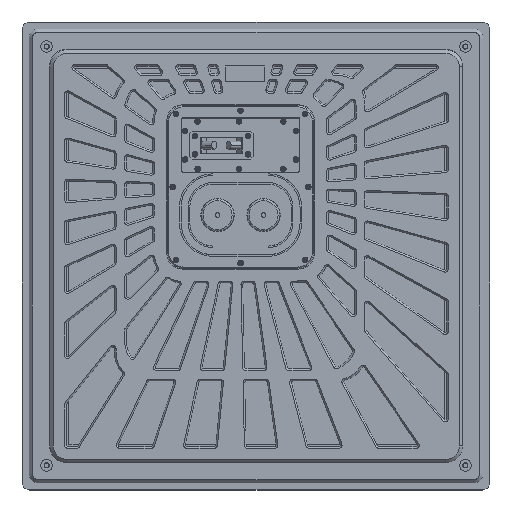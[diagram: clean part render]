
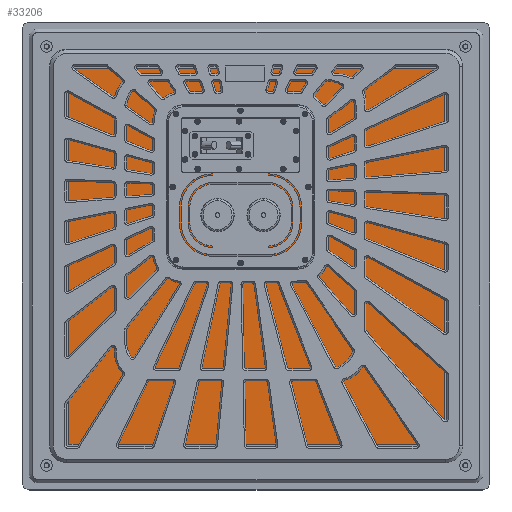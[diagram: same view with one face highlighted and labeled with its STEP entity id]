
A CAD part, top view. The second image highlights one B-rep face of the part: STEP entity #33206.
In plain terms, the highlighted planar face has unit normal (0, 0, 1).
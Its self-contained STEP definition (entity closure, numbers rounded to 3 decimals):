
#153 = CARTESIAN_POINT ( 'NONE',  ( 472., 472., 3. ) ) ;
#429 = CARTESIAN_POINT ( 'NONE',  ( 0., 2., 3. ) ) ;
#492 = EDGE_CURVE ( 'NONE', #17210, #2288, #696, .T. ) ;
#696 = CIRCLE ( 'NONE', #5676, 7.5 ) ;
#1030 = VERTEX_POINT ( 'NONE', #21002 ) ;
#1127 = AXIS2_PLACEMENT_3D ( 'NONE', #16789, #24085, #11853 ) ;
#1966 = FACE_OUTER_BOUND ( 'NONE', #33684, .T. ) ;
#2024 = LINE ( 'NONE', #22378, #20875 ) ;
#2075 = DIRECTION ( 'NONE',  ( 1., 0., 0. ) ) ;
#2288 = VERTEX_POINT ( 'NONE', #32297 ) ;
#2401 = AXIS2_PLACEMENT_3D ( 'NONE', #32802, #20304, #36220 ) ;
#3013 = CIRCLE ( 'NONE', #23882, 2. ) ;
#3401 = ORIENTED_EDGE ( 'NONE', *, *, #14553, .T. ) ;
#5676 = AXIS2_PLACEMENT_3D ( 'NONE', #22985, #42808, #27409 ) ;
#5885 = DIRECTION ( 'NONE',  ( -1., 0., 0. ) ) ;
#7397 = CARTESIAN_POINT ( 'NONE',  ( 0., 474., 3. ) ) ;
#7878 = ORIENTED_EDGE ( 'NONE', *, *, #8132, .T. ) ;
#8132 = EDGE_CURVE ( '������2', #36385, #1030, #43672, .T. ) ;
#8777 = VERTEX_POINT ( 'NONE', #429 ) ;
#10546 = AXIS2_PLACEMENT_3D ( 'NONE', #34021, #34812, #46781 ) ;
#10596 = CIRCLE ( 'NONE', #39748, 7.5 ) ;
#10781 = CIRCLE ( 'NONE', #2401, 2. ) ;
#11853 = DIRECTION ( 'NONE',  ( 1., 0., 0. ) ) ;
#12842 = ORIENTED_EDGE ( 'NONE', *, *, #27935, .T. ) ;
#13454 = ORIENTED_EDGE ( 'NONE', *, *, #51557, .F. ) ;
#13480 = CIRCLE ( 'NONE', #35989, 2. ) ;
#13731 = PLANE ( 'NONE',  #44046 ) ;
#13777 = EDGE_CURVE ( 'NONE', #39419, #19201, #10781, .T. ) ;
#14254 = CARTESIAN_POINT ( 'NONE',  ( 0., 472., 3. ) ) ;
#14553 = EDGE_CURVE ( '������3', #38643, #39419, #31633, .T. ) ;
#16789 = CARTESIAN_POINT ( 'NONE',  ( 188., 289., 3. ) ) ;
#17210 = VERTEX_POINT ( 'NONE', #18196 ) ;
#17460 = EDGE_CURVE ( 'NONE', #35714, #36385, #13480, .T. ) ;
#18196 = CARTESIAN_POINT ( 'NONE',  ( 180.5, 289., 3. ) ) ;
#19193 = VERTEX_POINT ( 'NONE', #47100 ) ;
#19201 = VERTEX_POINT ( 'NONE', #14254 ) ;
#19449 = LINE ( 'NONE', #27761, #31207 ) ;
#20097 = ORIENTED_EDGE ( 'NONE', *, *, #51207, .F. ) ;
#20304 = DIRECTION ( 'NONE',  ( 0., 0., 1. ) ) ;
#20523 = DIRECTION ( 'NONE',  ( 0., 0., 1. ) ) ;
#20644 = DIRECTION ( 'NONE',  ( 0., 0., 1. ) ) ;
#20875 = VECTOR ( 'NONE', #41677, 1000. ) ;
#21002 = CARTESIAN_POINT ( 'NONE',  ( 474., 472., 3. ) ) ;
#21395 = CIRCLE ( 'NONE', #44727, 7.5 ) ;
#22052 = CARTESIAN_POINT ( 'NONE',  ( 246., 289., 3. ) ) ;
#22378 = CARTESIAN_POINT ( 'NONE',  ( 0., 0., 3. ) ) ;
#22525 = DIRECTION ( 'NONE',  ( -1., 0., 0. ) ) ;
#22985 = CARTESIAN_POINT ( 'NONE',  ( 188., 289., 3. ) ) ;
#23080 = DIRECTION ( 'NONE',  ( 1., 0., 0. ) ) ;
#23088 = CARTESIAN_POINT ( 'NONE',  ( 472., 2., 3. ) ) ;
#23882 = AXIS2_PLACEMENT_3D ( 'NONE', #153, #20523, #31988 ) ;
#24085 = DIRECTION ( 'NONE',  ( 0., 0., 1. ) ) ;
#24725 = CIRCLE ( 'NONE', #10546, 2. ) ;
#26000 = CARTESIAN_POINT ( 'NONE',  ( 2., 474., 3. ) ) ;
#27409 = DIRECTION ( 'NONE',  ( 1., 0., 0. ) ) ;
#27761 = CARTESIAN_POINT ( 'NONE',  ( 0., 0., 3. ) ) ;
#27857 = CARTESIAN_POINT ( 'NONE',  ( 472., 0., 3. ) ) ;
#27935 = EDGE_CURVE ( 'NONE', #8777, #19193, #24725, .T. ) ;
#28028 = DIRECTION ( 'NONE',  ( -1., 0., 0. ) ) ;
#29622 = CARTESIAN_POINT ( 'NONE',  ( 0., 0., 3. ) ) ;
#29851 = CARTESIAN_POINT ( 'NONE',  ( 238.5, 289., 3. ) ) ;
#31207 = VECTOR ( 'NONE', #23080, 1000. ) ;
#31633 = LINE ( 'NONE', #7397, #31643 ) ;
#31643 = VECTOR ( 'NONE', #22525, 1000. ) ;
#31988 = DIRECTION ( 'NONE',  ( -1., 0., 0. ) ) ;
#32297 = CARTESIAN_POINT ( 'NONE',  ( 195.5, 289., 3. ) ) ;
#32658 = EDGE_CURVE ( 'NONE', #19201, #8777, #2024, .T. ) ;
#32802 = CARTESIAN_POINT ( 'NONE',  ( 2., 472., 3. ) ) ;
#33206 = ADVANCED_FACE ( 'NONE', ( #33552, #49436, #1966 ), #13731, .F. ) ;
#33552 = FACE_BOUND ( 'NONE', #42435, .T. ) ;
#33684 = EDGE_LOOP ( 'NONE', ( #3401, #39445, #33990, #12842, #46810, #50565, #7878, #37197 ) ) ;
#33915 = EDGE_LOOP ( 'NONE', ( #20097, #13454 ) ) ;
#33934 = ORIENTED_EDGE ( 'NONE', *, *, #46857, .F. ) ;
#33990 = ORIENTED_EDGE ( 'NONE', *, *, #32658, .T. ) ;
#34021 = CARTESIAN_POINT ( 'NONE',  ( 2., 2., 3. ) ) ;
#34064 = VERTEX_POINT ( 'NONE', #34601 ) ;
#34601 = CARTESIAN_POINT ( 'NONE',  ( 253.5, 289., 3. ) ) ;
#34726 = VECTOR ( 'NONE', #50972, 1000. ) ;
#34812 = DIRECTION ( 'NONE',  ( 0., 0., 1. ) ) ;
#35098 = CARTESIAN_POINT ( 'NONE',  ( 474., 0., 3. ) ) ;
#35714 = VERTEX_POINT ( 'NONE', #27857 ) ;
#35781 = CARTESIAN_POINT ( 'NONE',  ( 472., 474., 3. ) ) ;
#35989 = AXIS2_PLACEMENT_3D ( 'NONE', #23088, #38999, #28028 ) ;
#36134 = CIRCLE ( 'NONE', #1127, 7.5 ) ;
#36220 = DIRECTION ( 'NONE',  ( -1., 0., 0. ) ) ;
#36385 = VERTEX_POINT ( 'NONE', #47236 ) ;
#37197 = ORIENTED_EDGE ( 'NONE', *, *, #51018, .T. ) ;
#38643 = VERTEX_POINT ( 'NONE', #35781 ) ;
#38999 = DIRECTION ( 'NONE',  ( 0., 0., 1. ) ) ;
#39419 = VERTEX_POINT ( 'NONE', #26000 ) ;
#39445 = ORIENTED_EDGE ( 'NONE', *, *, #13777, .T. ) ;
#39748 = AXIS2_PLACEMENT_3D ( 'NONE', #44380, #20644, #2075 ) ;
#41314 = EDGE_CURVE ( '������4', #19193, #35714, #19449, .T. ) ;
#41677 = DIRECTION ( 'NONE',  ( 0., -1., 0. ) ) ;
#42435 = EDGE_LOOP ( 'NONE', ( #33934, #49388 ) ) ;
#42808 = DIRECTION ( 'NONE',  ( 0., 0., 1. ) ) ;
#43672 = LINE ( 'NONE', #35098, #34726 ) ;
#44046 = AXIS2_PLACEMENT_3D ( 'NONE', #29622, #45540, #5885 ) ;
#44380 = CARTESIAN_POINT ( 'NONE',  ( 246., 289., 3. ) ) ;
#44727 = AXIS2_PLACEMENT_3D ( 'NONE', #22052, #45007, #49161 ) ;
#45007 = DIRECTION ( 'NONE',  ( 0., 0., 1. ) ) ;
#45540 = DIRECTION ( 'NONE',  ( 0., 0., -1. ) ) ;
#46781 = DIRECTION ( 'NONE',  ( -1., 0., 0. ) ) ;
#46810 = ORIENTED_EDGE ( 'NONE', *, *, #41314, .T. ) ;
#46857 = EDGE_CURVE ( 'NONE', #2288, #17210, #36134, .T. ) ;
#47100 = CARTESIAN_POINT ( 'NONE',  ( 2., 0., 3. ) ) ;
#47236 = CARTESIAN_POINT ( 'NONE',  ( 474., 2., 3. ) ) ;
#47791 = VERTEX_POINT ( 'NONE', #29851 ) ;
#49161 = DIRECTION ( 'NONE',  ( 1., 0., 0. ) ) ;
#49388 = ORIENTED_EDGE ( 'NONE', *, *, #492, .F. ) ;
#49436 = FACE_BOUND ( 'NONE', #33915, .T. ) ;
#50565 = ORIENTED_EDGE ( 'NONE', *, *, #17460, .T. ) ;
#50972 = DIRECTION ( 'NONE',  ( 0., 1., 0. ) ) ;
#51018 = EDGE_CURVE ( 'NONE', #1030, #38643, #3013, .T. ) ;
#51207 = EDGE_CURVE ( 'NONE', #34064, #47791, #21395, .T. ) ;
#51557 = EDGE_CURVE ( 'NONE', #47791, #34064, #10596, .T. ) ;
